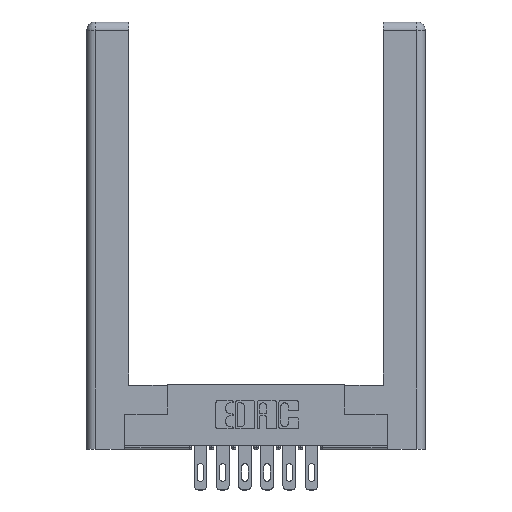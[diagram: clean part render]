
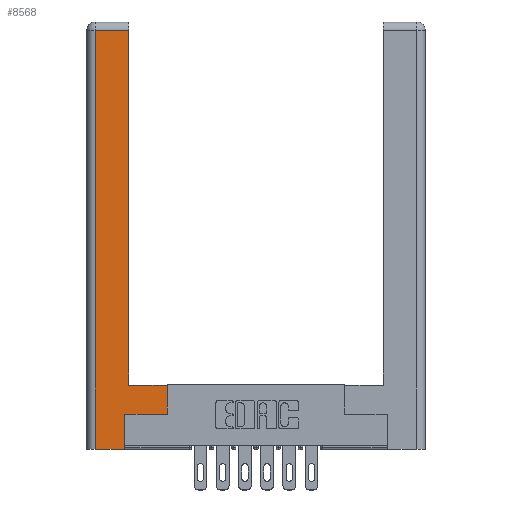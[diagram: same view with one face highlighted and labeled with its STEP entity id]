
A CAD part, top view. The second image highlights one B-rep face of the part: STEP entity #8568.
In plain terms, the highlighted planar face has unit normal (0, 0, 1).
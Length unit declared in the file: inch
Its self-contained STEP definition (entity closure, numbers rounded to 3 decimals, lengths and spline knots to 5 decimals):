
#89 = CARTESIAN_POINT ( 'NONE',  ( 0.565, 0.245, 0. ) ) ;
#149 = CARTESIAN_POINT ( 'NONE',  ( 0.565, 0.45, 0. ) ) ;
#193 = ORIENTED_EDGE ( 'NONE', *, *, #11213, .T. ) ;
#534 = DIRECTION ( 'NONE',  ( 0., 1., 0. ) ) ;
#895 = VERTEX_POINT ( 'NONE', #7847 ) ;
#1074 = DIRECTION ( 'NONE',  ( 0., 1., 0. ) ) ;
#1258 = CARTESIAN_POINT ( 'NONE',  ( 0.0615, 0., 0. ) ) ;
#1259 = EDGE_CURVE ( 'NONE', #8409, #5092, #10390, .T. ) ;
#1422 = VECTOR ( 'NONE', #1074, 39.37008 ) ;
#1733 = FACE_OUTER_BOUND ( 'NONE', #10524, .T. ) ;
#1929 = CARTESIAN_POINT ( 'NONE',  ( 0.295, 2.94, 0. ) ) ;
#2046 = ORIENTED_EDGE ( 'NONE', *, *, #4841, .T. ) ;
#2180 = VERTEX_POINT ( 'NONE', #89 ) ;
#2796 = VECTOR ( 'NONE', #534, 39.37008 ) ;
#2984 = CARTESIAN_POINT ( 'NONE',  ( 0.295, 0.45, 0. ) ) ;
#3026 = ORIENTED_EDGE ( 'NONE', *, *, #1259, .T. ) ;
#3583 = EDGE_CURVE ( 'NONE', #9128, #13098, #11103, .T. ) ;
#3690 = VECTOR ( 'NONE', #5293, 39.37008 ) ;
#3849 = CARTESIAN_POINT ( 'NONE',  ( 0.0615, 0., 0. ) ) ;
#3852 = DIRECTION ( 'NONE',  ( -1., 0., 0. ) ) ;
#4130 = ORIENTED_EDGE ( 'NONE', *, *, #8475, .T. ) ;
#4249 = AXIS2_PLACEMENT_3D ( 'NONE', #6449, #5398, #9648 ) ;
#4459 = LINE ( 'NONE', #3849, #7871 ) ;
#4841 = EDGE_CURVE ( 'NONE', #9004, #8409, #10931, .T. ) ;
#5092 = VERTEX_POINT ( 'NONE', #5982 ) ;
#5293 = DIRECTION ( 'NONE',  ( 0., 1., 0. ) ) ;
#5398 = DIRECTION ( 'NONE',  ( 0., 0., -1. ) ) ;
#5468 = EDGE_CURVE ( 'NONE', #10519, #9128, #11399, .T. ) ;
#5739 = ORIENTED_EDGE ( 'NONE', *, *, #8105, .T. ) ;
#5982 = CARTESIAN_POINT ( 'NONE',  ( 0.265, 0.245, 0. ) ) ;
#6027 = LINE ( 'NONE', #149, #1422 ) ;
#6449 = CARTESIAN_POINT ( 'NONE',  ( 0., 0., 0. ) ) ;
#6524 = LINE ( 'NONE', #10043, #12705 ) ;
#7169 = CARTESIAN_POINT ( 'NONE',  ( 0.565, 0.245, 0. ) ) ;
#7798 = EDGE_CURVE ( 'NONE', #13098, #895, #6524, .T. ) ;
#7847 = CARTESIAN_POINT ( 'NONE',  ( 0.0615, 2.94, 0. ) ) ;
#7871 = VECTOR ( 'NONE', #10176, 39.37008 ) ;
#7943 = VECTOR ( 'NONE', #13270, 39.37008 ) ;
#8105 = EDGE_CURVE ( 'NONE', #2180, #10519, #6027, .T. ) ;
#8254 = DIRECTION ( 'NONE',  ( 1., 0., 0. ) ) ;
#8409 = VERTEX_POINT ( 'NONE', #11405 ) ;
#8475 = EDGE_CURVE ( 'NONE', #5092, #2180, #10596, .T. ) ;
#8568 = ADVANCED_FACE ( 'NONE', ( #1733 ), #12690, .F. ) ;
#8956 = VECTOR ( 'NONE', #13469, 39.37008 ) ;
#8978 = ORIENTED_EDGE ( 'NONE', *, *, #3583, .T. ) ;
#9004 = VERTEX_POINT ( 'NONE', #1258 ) ;
#9128 = VERTEX_POINT ( 'NONE', #11483 ) ;
#9400 = ORIENTED_EDGE ( 'NONE', *, *, #5468, .T. ) ;
#9406 = CARTESIAN_POINT ( 'NONE',  ( 0.265, 0.245, 0. ) ) ;
#9648 = DIRECTION ( 'NONE',  ( -1., 0., 0. ) ) ;
#10043 = CARTESIAN_POINT ( 'NONE',  ( 0.0615, 2.94, 0. ) ) ;
#10139 = CARTESIAN_POINT ( 'NONE',  ( 0.565, 0.45, 0. ) ) ;
#10176 = DIRECTION ( 'NONE',  ( 0., -1., 0. ) ) ;
#10255 = CARTESIAN_POINT ( 'NONE',  ( 0.265, 0., 0. ) ) ;
#10307 = VECTOR ( 'NONE', #8254, 39.37008 ) ;
#10390 = LINE ( 'NONE', #9406, #3690 ) ;
#10519 = VERTEX_POINT ( 'NONE', #10139 ) ;
#10524 = EDGE_LOOP ( 'NONE', ( #8978, #12993, #193, #2046, #3026, #4130, #5739, #9400 ) ) ;
#10596 = LINE ( 'NONE', #7169, #8956 ) ;
#10931 = LINE ( 'NONE', #10255, #10307 ) ;
#11103 = LINE ( 'NONE', #13056, #2796 ) ;
#11213 = EDGE_CURVE ( 'NONE', #895, #9004, #4459, .T. ) ;
#11399 = LINE ( 'NONE', #2984, #7943 ) ;
#11405 = CARTESIAN_POINT ( 'NONE',  ( 0.265, 0., 0. ) ) ;
#11483 = CARTESIAN_POINT ( 'NONE',  ( 0.295, 0.45, 0. ) ) ;
#12690 = PLANE ( 'NONE',  #4249 ) ;
#12705 = VECTOR ( 'NONE', #3852, 39.37008 ) ;
#12993 = ORIENTED_EDGE ( 'NONE', *, *, #7798, .T. ) ;
#13056 = CARTESIAN_POINT ( 'NONE',  ( 0.295, 3., 0. ) ) ;
#13098 = VERTEX_POINT ( 'NONE', #1929 ) ;
#13270 = DIRECTION ( 'NONE',  ( -1., 0., 0. ) ) ;
#13469 = DIRECTION ( 'NONE',  ( 1., 0., 0. ) ) ;
